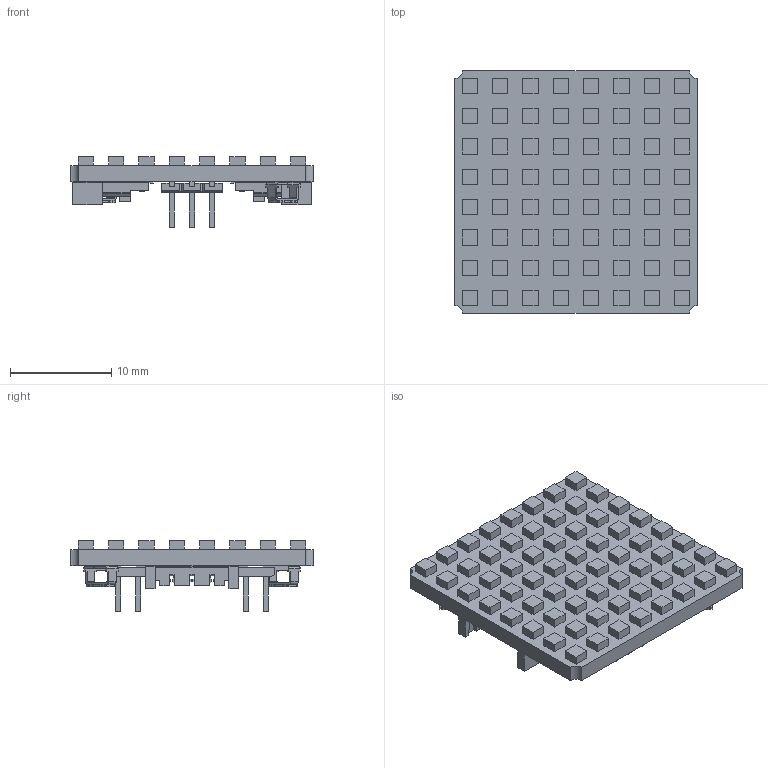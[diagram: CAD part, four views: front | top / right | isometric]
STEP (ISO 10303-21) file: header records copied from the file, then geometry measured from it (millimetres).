
FILE_DESCRIPTION(('KiCad electronic assembly'),'2;1');
FILE_NAME('APA102-1515-6_8x8_matrix.step','2022-10-10T16:18:19',( 'Pcbnew'),('Kicad'),'Open CASCADE STEP processor 7.5', 'KiCad to STEP converter','Unknown');
FILE_SCHEMA(('AUTOMOTIVE_DESIGN { 1 0 10303 214 1 1 1 1 }'));
Length unit declared in the file: millimetre
Products named in the file (10): APA102-1515-6_8x8_matrix 1; 1515LED; SOLID; RCWCTE; DF59-3S-2V-51; pinHeader3x2_2mm; APA102-1515-6_8x8_matrix PCB
Assembly tree (76 placements, depth 3):
  APA102-1515-6_8x8_matrix 1
    1515LED  x64
      SOLID
    RCWCTE  x3
      SOLID
    DF59-3S-2V-51  x2
      SOLID
    pinHeader3x2_2mm  x2
      SOLID
    APA102-1515-6_8x8_matrix PCB
Bounding box: 24 x 24 x 7 mm (x, y, z)
Volume: 1188.3 mm3; surface area: 2647.8 mm2
Topology: 72 solids, 72 shells, 1228 faces, 3118 edges, 2068 vertices
Faces by surface type: bspline 1218, plane 6, cylinder 4
Entity records: 25219 total; most frequent: CARTESIAN_POINT 9141, B_SPLINE_CURVE_WITH_KNOTS 3116, ORIENTED_EDGE 2184, PCURVE 2184, DEFINITIONAL_REPRESENTATION 2184, EDGE_CURVE 1092, SURFACE_CURVE 1092, VERTEX_POINT 724
